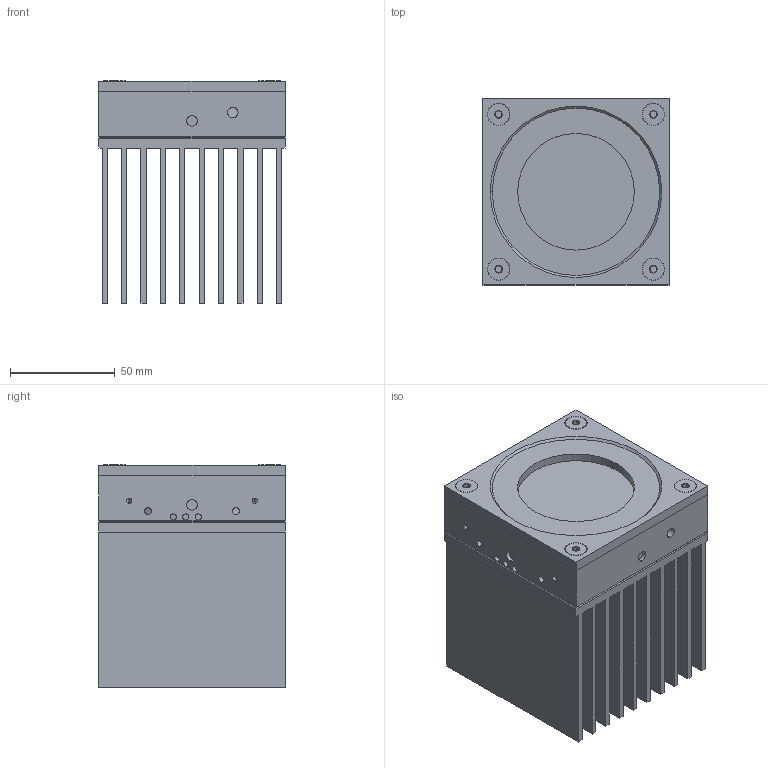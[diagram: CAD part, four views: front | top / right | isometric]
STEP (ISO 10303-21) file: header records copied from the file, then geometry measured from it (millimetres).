
FILE_DESCRIPTION (( 'STEP AP214' ), '1' );
FILE_NAME ('SK-9670 UP55N-100H-H9.STEP', '2017-12-06T18:21:39', ( '' ), ( '' ), 'SwSTEP 2.0', 'SolidWorks 2016', '' );
FILE_SCHEMA (( 'AUTOMOTIVE_DESIGN' ));
Length unit declared in the file: millimetre
Products named in the file (1): SK-9670 UP55N-100H-H9
Bounding box: 89 x 89 x 106.36 mm (x, y, z)
Volume: 404626.1 mm3; surface area: 196771.4 mm2
Topology: 7 solids, 7 shells, 859 faces, 2371 edges, 1540 vertices
Faces by surface type: cylinder 649, plane 104, cone 90, torus 8, bspline 8
Entity records: 53688 total; most frequent: CARTESIAN_POINT 25665, ORIENTED_EDGE 4726, DIRECTION 3075, EDGE_CURVE 2363, VERTEX_POINT 1540, AXIS2_PLACEMENT_3D 1084, LINE 907, EDGE_LOOP 907
